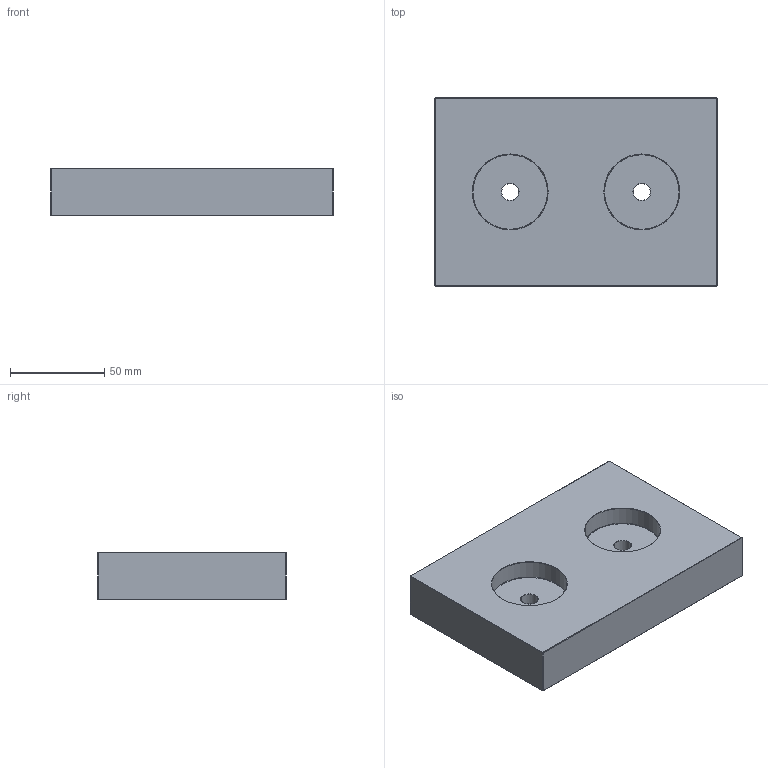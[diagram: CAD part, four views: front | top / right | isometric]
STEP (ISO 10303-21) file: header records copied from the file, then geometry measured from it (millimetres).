
FILE_DESCRIPTION(/* description */ (''),/* implementation_level */ '2;1');
FILE_NAME(/* name */ 'e615728f-67eb-4159-ac69-6b1816147ffd.stp',/* time_stamp */ '2024-10-08T18:47:55Z',/* author */ (''),/* organization */ (''),/* preprocessor_version */ 'ST-DEVELOPER v20',/* originating_system */ 'Autodesk Translation Framework v13.20.0.188',/* authorisation */ '');
FILE_SCHEMA (('AUTOMOTIVE_DESIGN { 1 0 10303 214 3 1 1 }'));
Length unit declared in the file: millimetre
Products named in the file (1): SD 01_012
Bounding box: 150 x 100 x 25 mm (x, y, z)
Volume: 346011.8 mm3; surface area: 45704.5 mm2
Topology: 1 solids, 1 shells, 48 faces, 90 edges, 48 vertices
Faces by surface type: plane 30, cone 12, cylinder 6
Full cylindrical faces by diameter (mm): 9 x2, 15 x2, 40 x2
Entity records: 1191 total; most frequent: DIRECTION 212, CARTESIAN_POINT 187, ORIENTED_EDGE 180, EDGE_CURVE 90, AXIS2_PLACEMENT_3D 73, LINE 66, VECTOR 66, EDGE_LOOP 56
